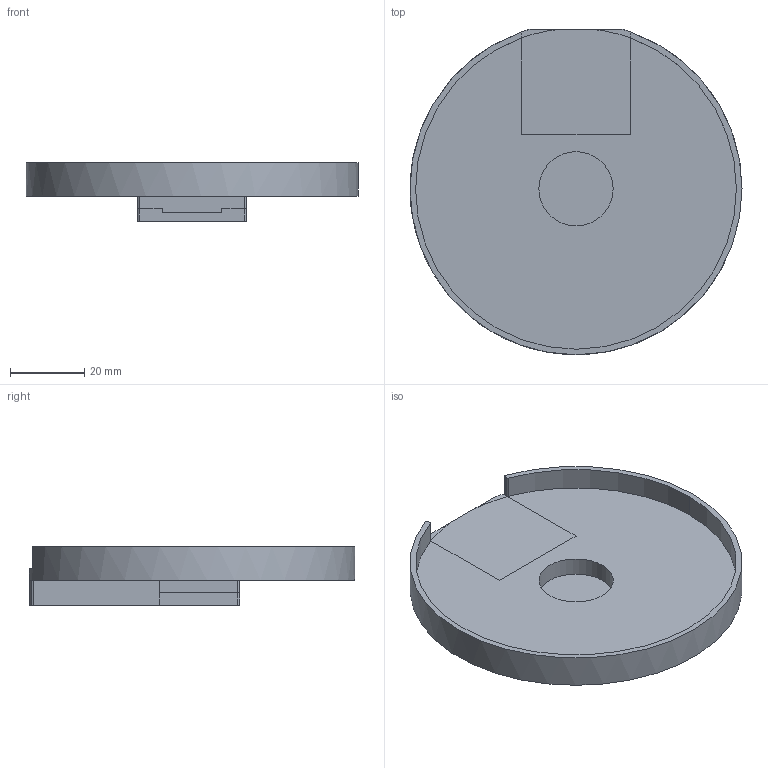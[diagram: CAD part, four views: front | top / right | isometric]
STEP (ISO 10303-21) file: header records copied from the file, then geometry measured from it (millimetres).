
FILE_DESCRIPTION(('FreeCAD Model'),'2;1');
FILE_NAME('Open CASCADE Shape Model','2023-09-25T16:07:07',('Author'),( ''),'Open CASCADE STEP processor 7.6','FreeCAD','Unknown');
FILE_SCHEMA(('AUTOMOTIVE_DESIGN { 1 0 10303 214 1 1 1 1 }'));
Length unit declared in the file: millimetre
Products named in the file (1): EdgeFillet
Bounding box: 89.4 x 87.67 x 15.8 mm (x, y, z)
Volume: 29447 mm3; surface area: 18812.4 mm2
Topology: 1 solids, 1 shells, 50 faces, 133 edges, 88 vertices
Faces by surface type: plane 31, cylinder 19
Full cylindrical faces by diameter (mm): 4.4 x2, 20 x1
Entity records: 1587 total; most frequent: DIRECTION 279, CARTESIAN_POINT 272, ORIENTED_EDGE 266, EDGE_CURVE 133, AXIS2_PLACEMENT_3D 95, LINE 89, VECTOR 89, VERTEX_POINT 88
